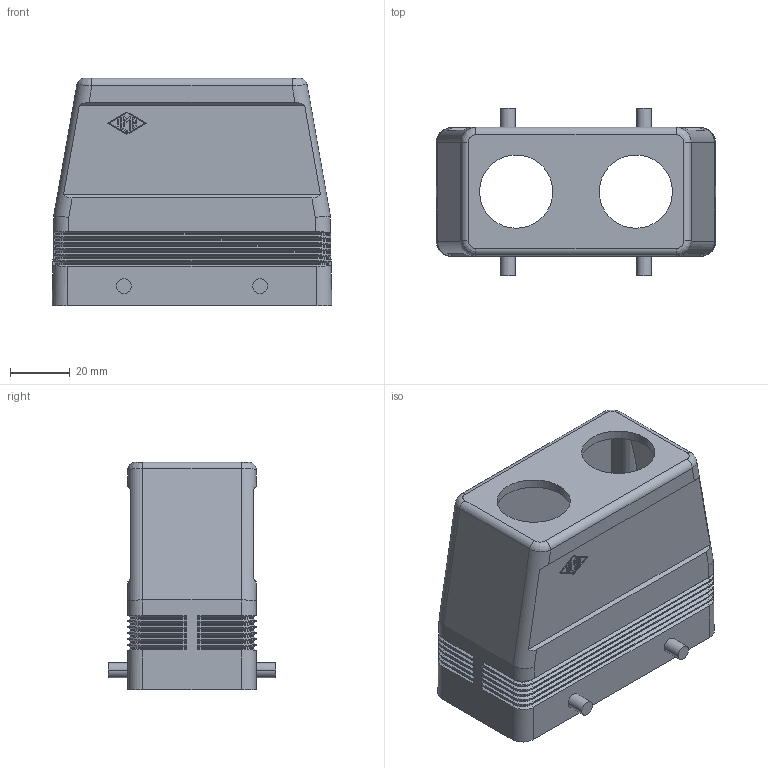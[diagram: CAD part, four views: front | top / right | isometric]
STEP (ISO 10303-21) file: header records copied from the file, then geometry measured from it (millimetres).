
FILE_DESCRIPTION(('Creo Elements/Direct Modeling STEP Export'),'2;1');
FILE_NAME('0ln7uvk4b36trlb5092','2017-06-06T13:55:30',(''),(''),'PTC Creo Elements/Direct Modeling STEP processor for AP214 (Solid Model)','PTC Creo Elements/Direct Modeling 19.0E 27-Jun-2016 (C) Parametric Technology GmbH','');
FILE_SCHEMA(('AUTOMOTIVE_DESIGN { 1 0 10303 214 1 1 1 1 }'));
Length unit declared in the file: millimetre
Products named in the file (1): CFV_16.221
Bounding box: 93.5 x 56 x 76 mm (x, y, z)
Volume: 64976.2 mm3; surface area: 44143.2 mm2
Topology: 1 solids, 1 shells, 390 faces, 1011 edges, 630 vertices
Faces by surface type: plane 224, cylinder 106, cone 56, bspline 4
Entity records: 12489 total; most frequent: CARTESIAN_POINT 3104, ORIENTED_EDGE 2006, DIRECTION 1865, EDGE_CURVE 1003, VECTOR 683, LINE 683, VERTEX_POINT 630, AXIS2_PLACEMENT_3D 591
